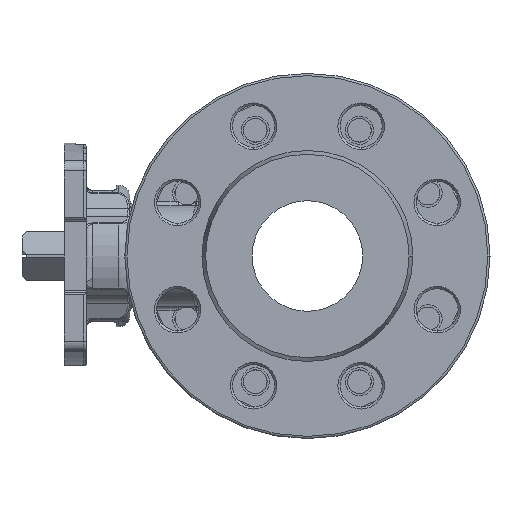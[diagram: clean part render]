
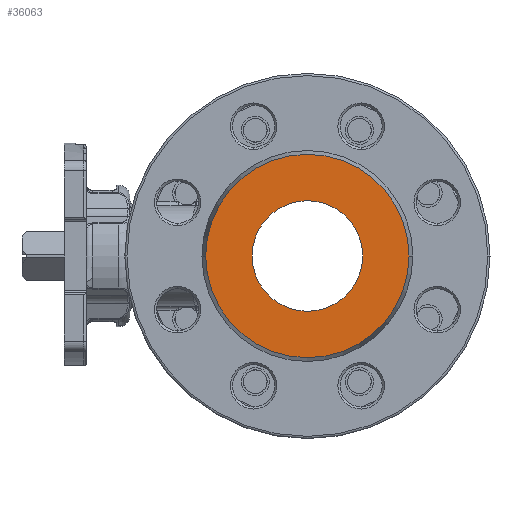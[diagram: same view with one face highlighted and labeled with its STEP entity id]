
A CAD part, left-side view. The second image highlights one B-rep face of the part: STEP entity #36063.
In plain terms, the highlighted planar face has unit normal (-1, 0, 0).
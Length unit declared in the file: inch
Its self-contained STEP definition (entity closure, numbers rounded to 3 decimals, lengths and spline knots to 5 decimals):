
#157 = DIRECTION ( 'NONE',  ( 0., -1., 0. ) ) ;
#290 = EDGE_CURVE ( 'NONE', #17173, #9512, #7401, .T. ) ;
#1037 = ORIENTED_EDGE ( 'NONE', *, *, #290, .T. ) ;
#1314 = DIRECTION ( 'NONE',  ( 1., 0., 0. ) ) ;
#1707 = EDGE_CURVE ( 'NONE', #3240, #16216, #21087, .T. ) ;
#2815 = CIRCLE ( 'NONE', #24470, 0.98425 ) ;
#3240 = VERTEX_POINT ( 'NONE', #25170 ) ;
#3855 = DIRECTION ( 'NONE',  ( -1., 0., 0. ) ) ;
#4012 = DIRECTION ( 'NONE',  ( 0., -1., 0. ) ) ;
#7401 = CIRCLE ( 'NONE', #35067, 1.80906 ) ;
#9512 = VERTEX_POINT ( 'NONE', #23763 ) ;
#11642 = DIRECTION ( 'NONE',  ( 0., -1., 0. ) ) ;
#12054 = CARTESIAN_POINT ( 'NONE',  ( -5.35433, 0., 0. ) ) ;
#12196 = EDGE_CURVE ( 'NONE', #9512, #17173, #14616, .T. ) ;
#13830 = DIRECTION ( 'NONE',  ( 0., 1., 0. ) ) ;
#14616 = CIRCLE ( 'NONE', #37711, 1.80906 ) ;
#14910 = DIRECTION ( 'NONE',  ( -1., 0., 0. ) ) ;
#15529 = DIRECTION ( 'NONE',  ( -1., 0., 0. ) ) ;
#16216 = VERTEX_POINT ( 'NONE', #30742 ) ;
#17106 = FACE_BOUND ( 'NONE', #26349, .T. ) ;
#17173 = VERTEX_POINT ( 'NONE', #21548 ) ;
#19130 = EDGE_CURVE ( 'NONE', #16216, #3240, #2815, .T. ) ;
#20377 = FACE_OUTER_BOUND ( 'NONE', #31270, .T. ) ;
#21087 = CIRCLE ( 'NONE', #36982, 0.98425 ) ;
#21548 = CARTESIAN_POINT ( 'NONE',  ( -5.35433, -1.80906, 0. ) ) ;
#22905 = DIRECTION ( 'NONE',  ( -1., 0., 0. ) ) ;
#23763 = CARTESIAN_POINT ( 'NONE',  ( -5.35433, 1.80906, 0. ) ) ;
#24213 = ORIENTED_EDGE ( 'NONE', *, *, #1707, .F. ) ;
#24470 = AXIS2_PLACEMENT_3D ( 'NONE', #12054, #15529, #11642 ) ;
#25170 = CARTESIAN_POINT ( 'NONE',  ( -5.35433, -0.98425, 0. ) ) ;
#26349 = EDGE_LOOP ( 'NONE', ( #24213, #40653 ) ) ;
#26613 = CARTESIAN_POINT ( 'NONE',  ( -5.35433, 0., 0. ) ) ;
#30742 = CARTESIAN_POINT ( 'NONE',  ( -5.35433, 0.98425, 0. ) ) ;
#31270 = EDGE_LOOP ( 'NONE', ( #37462, #1037 ) ) ;
#31631 = AXIS2_PLACEMENT_3D ( 'NONE', #26613, #1314, #13830 ) ;
#31829 = CARTESIAN_POINT ( 'NONE',  ( -5.35433, 0., 0. ) ) ;
#32054 = CARTESIAN_POINT ( 'NONE',  ( -5.35433, 0., 0. ) ) ;
#33570 = PLANE ( 'NONE',  #31631 ) ;
#34104 = CARTESIAN_POINT ( 'NONE',  ( -5.35433, 0., 0. ) ) ;
#35067 = AXIS2_PLACEMENT_3D ( 'NONE', #34104, #14910, #40144 ) ;
#36063 = ADVANCED_FACE ( 'NONE', ( #20377, #17106 ), #33570, .F. ) ;
#36982 = AXIS2_PLACEMENT_3D ( 'NONE', #32054, #3855, #157 ) ;
#37462 = ORIENTED_EDGE ( 'NONE', *, *, #12196, .T. ) ;
#37711 = AXIS2_PLACEMENT_3D ( 'NONE', #31829, #22905, #4012 ) ;
#40144 = DIRECTION ( 'NONE',  ( 0., -1., 0. ) ) ;
#40653 = ORIENTED_EDGE ( 'NONE', *, *, #19130, .F. ) ;
